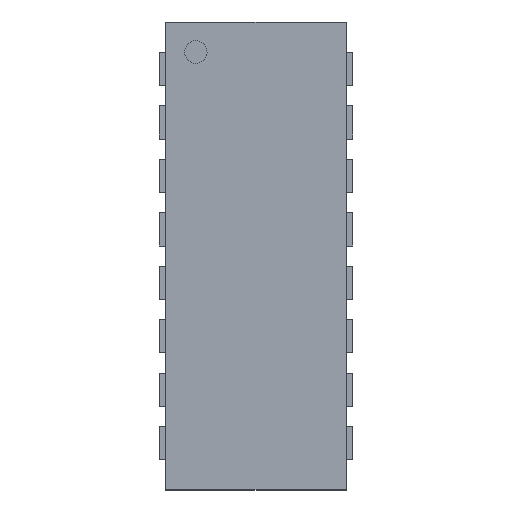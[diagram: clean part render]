
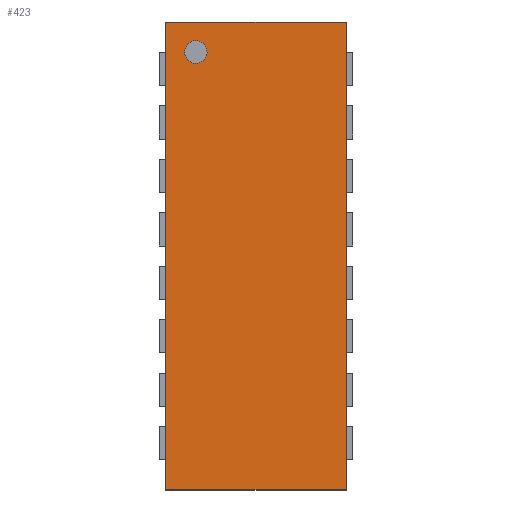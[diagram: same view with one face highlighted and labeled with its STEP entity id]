
A CAD part, top view. The second image highlights one B-rep face of the part: STEP entity #423.
In plain terms, the highlighted planar face has unit normal (0, 0, 1).
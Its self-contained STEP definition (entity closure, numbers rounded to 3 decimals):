
#105=FACE_BOUND('',#135,.T.);
#106=CIRCLE('',#487,0.084);
#107=CIRCLE('',#488,0.084);
#112=FACE_OUTER_BOUND('',#134,.T.);
#134=EDGE_LOOP('',(#318,#319,#320,#321));
#135=EDGE_LOOP('',(#322,#323));
#156=LINE('',#692,#197);
#161=LINE('',#701,#202);
#162=LINE('',#704,#203);
#163=LINE('',#705,#204);
#197=VECTOR('',#546,1.);
#202=VECTOR('',#553,1.);
#203=VECTOR('',#556,1.);
#204=VECTOR('',#557,1.);
#238=VERTEX_POINT('',#689);
#239=VERTEX_POINT('',#691);
#242=VERTEX_POINT('',#699);
#243=VERTEX_POINT('',#703);
#244=VERTEX_POINT('',#706);
#245=VERTEX_POINT('',#707);
#266=EDGE_CURVE('',#238,#239,#156,.T.);
#271=EDGE_CURVE('',#238,#242,#161,.T.);
#272=EDGE_CURVE('',#242,#243,#162,.T.);
#273=EDGE_CURVE('',#239,#243,#163,.T.);
#274=EDGE_CURVE('',#244,#245,#106,.T.);
#275=EDGE_CURVE('',#245,#244,#107,.T.);
#318=ORIENTED_EDGE('',*,*,#266,.F.);
#319=ORIENTED_EDGE('',*,*,#271,.T.);
#320=ORIENTED_EDGE('',*,*,#272,.T.);
#321=ORIENTED_EDGE('',*,*,#273,.F.);
#322=ORIENTED_EDGE('',*,*,#274,.F.);
#323=ORIENTED_EDGE('',*,*,#275,.F.);
#402=PLANE('',#486);
#423=ADVANCED_FACE('',(#112,#105),#402,.T.);
#486=AXIS2_PLACEMENT_3D('',#702,#554,#555);
#487=AXIS2_PLACEMENT_3D('',#708,#558,#559);
#488=AXIS2_PLACEMENT_3D('',#709,#560,#561);
#546=DIRECTION('',(0.,1.,0.));
#553=DIRECTION('',(1.,0.,0.));
#554=DIRECTION('center_axis',(0.,0.,1.));
#555=DIRECTION('ref_axis',(1.,0.,0.));
#556=DIRECTION('',(0.,1.,0.));
#557=DIRECTION('',(1.,0.,0.));
#558=DIRECTION('center_axis',(0.,0.,1.));
#559=DIRECTION('ref_axis',(1.,0.,0.));
#560=DIRECTION('center_axis',(0.,0.,1.));
#561=DIRECTION('ref_axis',(1.,0.,0.));
#689=CARTESIAN_POINT('',(0.,0.,0.5));
#691=CARTESIAN_POINT('',(0.,3.5,0.5));
#692=CARTESIAN_POINT('',(0.,0.,0.5));
#699=CARTESIAN_POINT('',(1.35,0.,0.5));
#701=CARTESIAN_POINT('',(0.,0.,0.5));
#702=CARTESIAN_POINT('Origin',(0.,0.,0.5));
#703=CARTESIAN_POINT('',(1.35,3.5,0.5));
#704=CARTESIAN_POINT('',(1.35,0.,0.5));
#705=CARTESIAN_POINT('',(0.,3.5,0.5));
#706=CARTESIAN_POINT('',(0.309,3.275,0.5));
#707=CARTESIAN_POINT('',(0.141,3.275,0.5));
#708=CARTESIAN_POINT('Origin',(0.225,3.275,0.5));
#709=CARTESIAN_POINT('Origin',(0.225,3.275,0.5));
